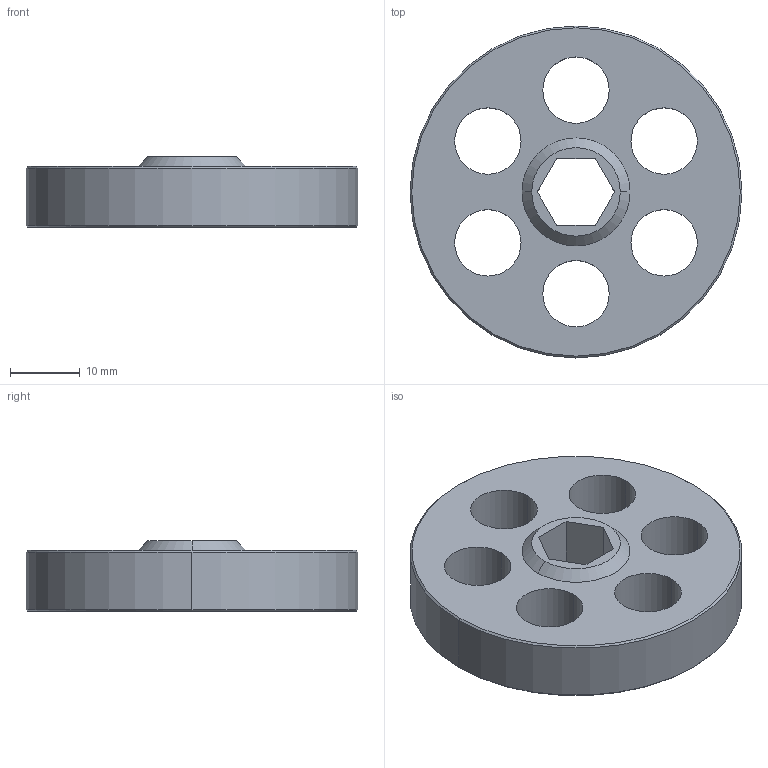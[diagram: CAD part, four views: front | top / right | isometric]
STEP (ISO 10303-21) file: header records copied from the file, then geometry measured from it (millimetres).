
FILE_DESCRIPTION (( 'STEP AP214' ), '1' );
FILE_NAME ('am-0927 60T 32dp gear.STEP', '2015-01-23T14:57:27', ( '' ), ( '' ), 'SwSTEP 2.0', 'SolidWorks 2014', '' );
FILE_SCHEMA (( 'AUTOMOTIVE_DESIGN' ));
Length unit declared in the file: inch
Products named in the file (1): am-0927 60T 32dp gear
Bounding box: 47.62 x 47.62 x 10.16 mm (x, y, z)
Volume: 11261.9 mm3; surface area: 5751.3 mm2
Topology: 1 solids, 1 shells, 29 faces, 74 edges, 48 vertices
Faces by surface type: cylinder 14, plane 9, cone 6
Entity records: 960 total; most frequent: DIRECTION 170, CARTESIAN_POINT 152, ORIENTED_EDGE 148, EDGE_CURVE 74, AXIS2_PLACEMENT_3D 66, VERTEX_POINT 48, EDGE_LOOP 44, LINE 38
